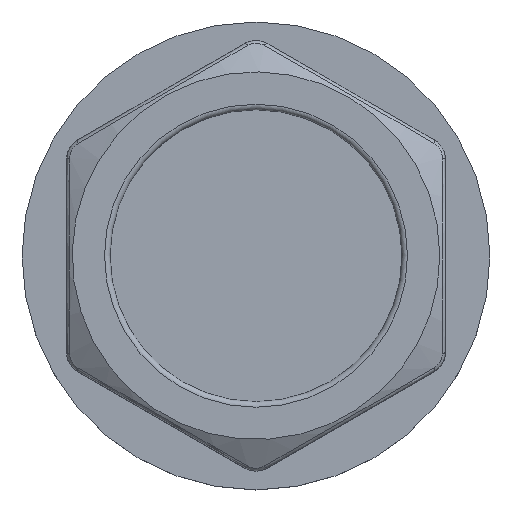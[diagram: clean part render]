
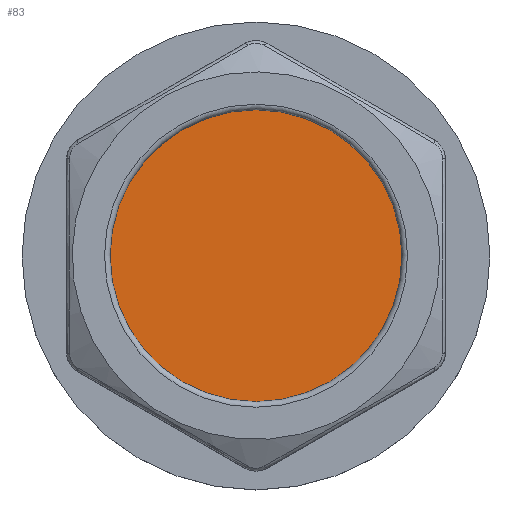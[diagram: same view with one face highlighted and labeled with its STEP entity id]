
A CAD part, top view. The second image highlights one B-rep face of the part: STEP entity #83.
In plain terms, the highlighted planar face has unit normal (0, 0, 1).
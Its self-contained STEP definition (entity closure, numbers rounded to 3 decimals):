
#83 = ADVANCED_FACE( '', ( #187 ), #188, .T. );
#187 = FACE_OUTER_BOUND( '', #772, .T. );
#188 = PLANE( '', #773 );
#772 = EDGE_LOOP( '', ( #1492 ) );
#773 = AXIS2_PLACEMENT_3D( '', #1493, #1494, #1495 );
#1492 = ORIENTED_EDGE( '', *, *, #1716, .T. );
#1493 = CARTESIAN_POINT( '', ( 0., 0., 15.5 ) );
#1494 = DIRECTION( '', ( 0., 0., 1. ) );
#1495 = DIRECTION( '', ( 1., 0., 0. ) );
#1716 = EDGE_CURVE( '', #1855, #1855, #1856, .T. );
#1855 = VERTEX_POINT( '', #2302 );
#1856 = CIRCLE( '', #2303, 6.55 );
#2302 = CARTESIAN_POINT( '', ( 6.55, 0., 15.5 ) );
#2303 = AXIS2_PLACEMENT_3D( '', #2783, #2784, #2785 );
#2783 = CARTESIAN_POINT( '', ( 0., 0., 15.5 ) );
#2784 = DIRECTION( '', ( 0., 0., 1. ) );
#2785 = DIRECTION( '', ( 1., 0., 0. ) );
